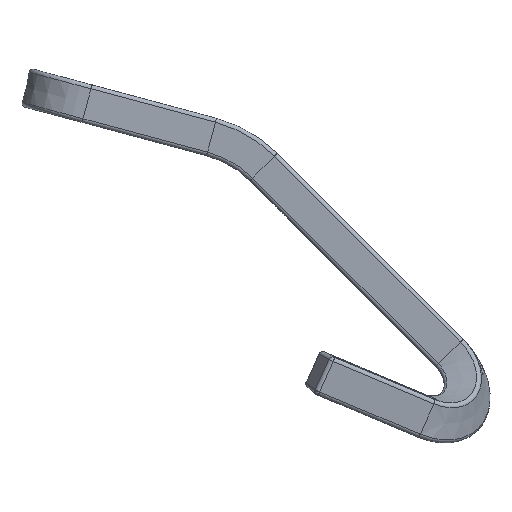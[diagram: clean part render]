
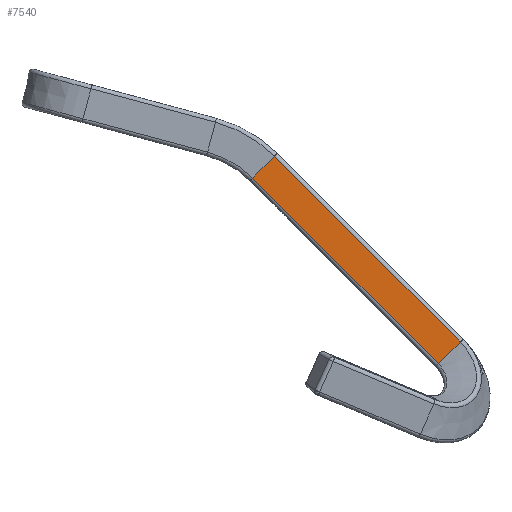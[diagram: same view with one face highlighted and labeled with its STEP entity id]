
A CAD part, left-side view. The second image highlights one B-rep face of the part: STEP entity #7540.
In plain terms, the highlighted planar face has unit normal (-0.999, 0.025, -0.025).
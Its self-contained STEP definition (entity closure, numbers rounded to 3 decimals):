
#7150=CARTESIAN_POINT('',(17.082,-67.647,
-57.354));
#7160=DIRECTION('',(-0.999,0.025,
-0.025));
#7170=DIRECTION('',(0.012,0.911,
0.411));
#7180=AXIS2_PLACEMENT_3D('',#7150,#7160,#7170);
#7190=PLANE('',#7180);
#7200=CARTESIAN_POINT('',(17.361,-61.99,
-63.011));
#7210=DIRECTION('',(-0.035,-0.707,
0.707));
#7220=VECTOR('',#7210,1.);
#7230=LINE('',#7200,#7220);
#7240=CARTESIAN_POINT('',(17.334,-62.536,
-62.465));
#7250=VERTEX_POINT('',#7240);
#7260=CARTESIAN_POINT('',(17.11,-67.062,
-57.939));
#7270=VERTEX_POINT('',#7260);
#7280=EDGE_CURVE('',#7250,#7270,#7230,.T.);
#7290=ORIENTED_EDGE('',*,*,#7280,.T.);
#7300=CARTESIAN_POINT('',(17.334,44.909,
44.98));
#7310=DIRECTION('',(0.,0.707,
0.707));
#7320=VECTOR('',#7310,1.);
#7330=LINE('',#7300,#7320);
#7340=CARTESIAN_POINT('',(17.334,-24.144,
-24.072));
#7350=VERTEX_POINT('',#7340);
#7360=EDGE_CURVE('',#7250,#7350,#7330,.T.);
#7370=ORIENTED_EDGE('',*,*,#7360,.F.);
#7380=CARTESIAN_POINT('',(17.361,-23.598,
-24.618));
#7390=DIRECTION('',(-0.035,-0.707,
0.707));
#7400=VECTOR('',#7390,1.);
#7410=LINE('',#7380,#7400);
#7420=CARTESIAN_POINT('',(17.11,-28.669,
-19.547));
#7430=VERTEX_POINT('',#7420);
#7440=EDGE_CURVE('',#7350,#7430,#7410,.T.);
#7450=ORIENTED_EDGE('',*,*,#7440,.F.);
#7460=CARTESIAN_POINT('',(17.11,35.858,
44.98));
#7470=DIRECTION('',(0.,0.707,
0.707));
#7480=VECTOR('',#7470,1.);
#7490=LINE('',#7460,#7480);
#7500=EDGE_CURVE('',#7270,#7430,#7490,.T.);
#7510=ORIENTED_EDGE('',*,*,#7500,.T.);
#7520=EDGE_LOOP('',(#7510,#7450,#7370,#7290));
#7530=FACE_OUTER_BOUND('',#7520,.T.);
#7540=ADVANCED_FACE('',(#7530),#7190,.T.);
